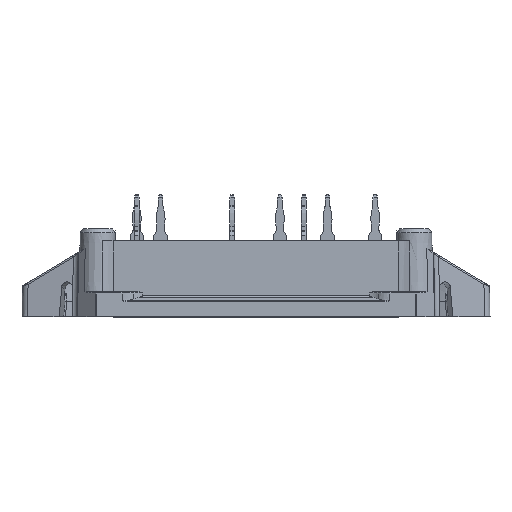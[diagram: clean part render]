
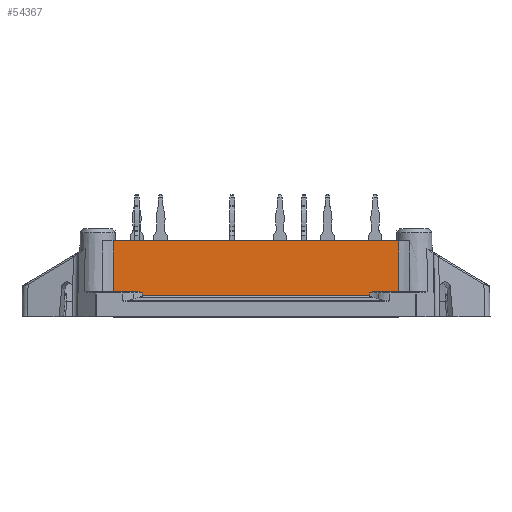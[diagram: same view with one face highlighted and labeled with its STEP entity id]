
A CAD part, front view. The second image highlights one B-rep face of the part: STEP entity #54367.
In plain terms, the highlighted planar face has unit normal (0, -1, 0.018).
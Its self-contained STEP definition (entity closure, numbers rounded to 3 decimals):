
#2912=B_SPLINE_CURVE_WITH_KNOTS('',3,(#75368,#75369,#75370,#75371,#75372,
#75373,#75374),.UNSPECIFIED.,.F.,.F.,(4,1,1,1,4),(0.,
0.,0.,0.,0.001),
 .UNSPECIFIED.);
#2922=B_SPLINE_CURVE_WITH_KNOTS('',3,(#75512,#75513,#75514,#75515),
 .UNSPECIFIED.,.F.,.F.,(4,4),(0.,0.001),
 .UNSPECIFIED.);
#2923=B_SPLINE_CURVE_WITH_KNOTS('',3,(#75529,#75530,#75531,#75532),
 .UNSPECIFIED.,.F.,.F.,(4,4),(0.001,0.001),
 .UNSPECIFIED.);
#2947=B_SPLINE_CURVE_WITH_KNOTS('',3,(#75819,#75820,#75821,#75822),
 .UNSPECIFIED.,.F.,.F.,(4,4),(0.,0.007),
 .UNSPECIFIED.);
#2949=B_SPLINE_CURVE_WITH_KNOTS('',3,(#75831,#75832,#75833,#75834,#75835,
#75836),.UNSPECIFIED.,.F.,.F.,(4,1,1,4),(0.,0.,0.001,
0.001),.UNSPECIFIED.);
#2950=B_SPLINE_CURVE_WITH_KNOTS('',3,(#75848,#75849,#75850,#75851),
 .UNSPECIFIED.,.F.,.F.,(4,4),(0.,0.007),.UNSPECIFIED.);
#4922=ORIENTED_EDGE('',*,*,#16188,.T.);
#4923=ORIENTED_EDGE('',*,*,#16144,.T.);
#4924=ORIENTED_EDGE('',*,*,#16195,.T.);
#4925=ORIENTED_EDGE('',*,*,#16137,.T.);
#4926=ORIENTED_EDGE('',*,*,#16214,.F.);
#4927=ORIENTED_EDGE('',*,*,#16283,.T.);
#4928=ORIENTED_EDGE('',*,*,#15516,.T.);
#4929=ORIENTED_EDGE('',*,*,#16292,.T.);
#4930=ORIENTED_EDGE('',*,*,#16293,.T.);
#4931=ORIENTED_EDGE('',*,*,#16286,.T.);
#15516=EDGE_CURVE('',#21307,#21306,#24602,.F.);
#16137=EDGE_CURVE('',#21862,#21863,#2912,.T.);
#16144=EDGE_CURVE('',#21867,#21869,#24881,.F.);
#16188=EDGE_CURVE('',#21897,#21867,#2922,.T.);
#16195=EDGE_CURVE('',#21869,#21862,#2923,.T.);
#16214=EDGE_CURVE('',#21915,#21863,#24901,.F.);
#16283=EDGE_CURVE('',#21915,#21307,#2947,.T.);
#16286=EDGE_CURVE('',#21958,#21897,#2949,.T.);
#16292=EDGE_CURVE('',#21306,#21962,#2950,.T.);
#16293=EDGE_CURVE('',#21962,#21958,#24931,.F.);
#21306=VERTEX_POINT('',#73593);
#21307=VERTEX_POINT('',#73595);
#21862=VERTEX_POINT('',#75375);
#21863=VERTEX_POINT('',#75376);
#21867=VERTEX_POINT('',#75390);
#21869=VERTEX_POINT('',#75399);
#21897=VERTEX_POINT('',#75516);
#21915=VERTEX_POINT('',#75575);
#21958=VERTEX_POINT('',#75837);
#21962=VERTEX_POINT('',#75852);
#24602=LINE('',#73594,#28264);
#24881=LINE('',#75400,#28543);
#24901=LINE('',#75576,#28563);
#24931=LINE('',#75853,#28593);
#28264=VECTOR('',#61485,1000.);
#28543=VECTOR('',#62402,1000.);
#28563=VECTOR('',#62548,1000.);
#28593=VECTOR('',#62674,1000.);
#31898=EDGE_LOOP('',(#4922,#4923,#4924,#4925,#4926,#4927,#4928,#4929,#4930,
#4931));
#34386=FACE_BOUND('',#31898,.T.);
#36684=PLANE('',#57291);
#54367=ADVANCED_FACE('',(#34386),#36684,.T.);
#57291=AXIS2_PLACEMENT_3D('',#75847,#62672,#62673);
#61485=DIRECTION('',(1.,0.,0.));
#62402=DIRECTION('',(-1.,0.,0.));
#62548=DIRECTION('',(1.,0.,0.));
#62672=DIRECTION('',(0.,-1.,0.017));
#62673=DIRECTION('',(0.,0.017,1.));
#62674=DIRECTION('',(-1.,0.,0.));
#73593=CARTESIAN_POINT('',(-19.154,-16.103,10.2));
#73594=CARTESIAN_POINT('',(-26.5,-16.103,10.2));
#73595=CARTESIAN_POINT('',(19.154,-16.103,10.2));
#75368=CARTESIAN_POINT('',(15.277,-16.225,3.203));
#75369=CARTESIAN_POINT('',(15.277,-16.224,3.233));
#75370=CARTESIAN_POINT('',(15.331,-16.223,3.273));
#75371=CARTESIAN_POINT('',(15.431,-16.223,3.319));
#75372=CARTESIAN_POINT('',(15.627,-16.222,3.377));
#75373=CARTESIAN_POINT('',(15.794,-16.221,3.4));
#75374=CARTESIAN_POINT('',(15.909,-16.221,3.4));
#75375=CARTESIAN_POINT('',(15.277,-16.225,3.203));
#75376=CARTESIAN_POINT('',(15.909,-16.221,3.4));
#75390=CARTESIAN_POINT('',(-15.277,-16.231,2.822));
#75399=CARTESIAN_POINT('',(15.277,-16.231,2.822));
#75400=CARTESIAN_POINT('',(15.276,-16.231,2.822));
#75512=CARTESIAN_POINT('',(-15.277,-16.225,3.203));
#75513=CARTESIAN_POINT('',(-15.277,-16.227,3.076));
#75514=CARTESIAN_POINT('',(-15.277,-16.229,2.949));
#75515=CARTESIAN_POINT('',(-15.277,-16.231,2.822));
#75516=CARTESIAN_POINT('',(-15.277,-16.225,3.203));
#75529=CARTESIAN_POINT('',(15.277,-16.231,2.822));
#75530=CARTESIAN_POINT('',(15.277,-16.229,2.949));
#75531=CARTESIAN_POINT('',(15.277,-16.227,3.076));
#75532=CARTESIAN_POINT('',(15.277,-16.225,3.203));
#75575=CARTESIAN_POINT('',(19.136,-16.221,3.4));
#75576=CARTESIAN_POINT('',(-26.5,-16.221,3.4));
#75819=CARTESIAN_POINT('',(19.136,-16.221,3.4));
#75820=CARTESIAN_POINT('',(19.142,-16.182,5.667));
#75821=CARTESIAN_POINT('',(19.148,-16.142,7.933));
#75822=CARTESIAN_POINT('',(19.154,-16.103,10.2));
#75831=CARTESIAN_POINT('',(-15.909,-16.221,3.4));
#75832=CARTESIAN_POINT('',(-15.794,-16.221,3.4));
#75833=CARTESIAN_POINT('',(-15.619,-16.222,3.378));
#75834=CARTESIAN_POINT('',(-15.415,-16.223,3.31));
#75835=CARTESIAN_POINT('',(-15.277,-16.224,3.262));
#75836=CARTESIAN_POINT('',(-15.277,-16.225,3.203));
#75837=CARTESIAN_POINT('',(-15.909,-16.221,3.4));
#75847=CARTESIAN_POINT('',(-26.5,-16.23,2.9));
#75848=CARTESIAN_POINT('',(-19.154,-16.103,10.2));
#75849=CARTESIAN_POINT('',(-19.148,-16.142,7.933));
#75850=CARTESIAN_POINT('',(-19.142,-16.182,5.667));
#75851=CARTESIAN_POINT('',(-19.136,-16.221,3.4));
#75852=CARTESIAN_POINT('',(-19.136,-16.221,3.4));
#75853=CARTESIAN_POINT('',(-26.5,-16.221,3.4));
